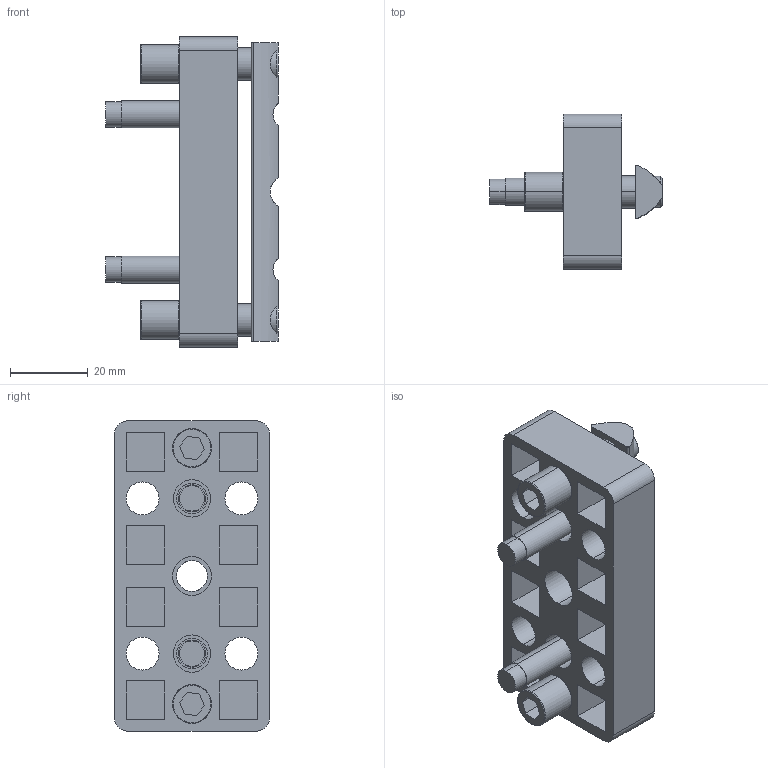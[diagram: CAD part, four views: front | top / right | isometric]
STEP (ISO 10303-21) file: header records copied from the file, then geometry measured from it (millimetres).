
FILE_DESCRIPTION (( 'STEP AP203' ), '1' );
FILE_NAME ('282652032_c_1.STEP', '2023-01-18T04:51:10', ( '' ), ( '' ), 'SwSTEP 2.0', 'SolidWorks 2014', '' );
FILE_SCHEMA (( 'CONFIG_CONTROL_DESIGN' ));
Length unit declared in the file: millimetre
Products named in the file (1): 282652032_c_1
Bounding box: 44.5 x 40 x 80 mm (x, y, z)
Volume: 37025.5 mm3; surface area: 23512.1 mm2
Topology: 1 solids, 1 shells, 228 faces, 594 edges, 393 vertices
Faces by surface type: plane 113, cylinder 79, bspline 28, cone 8
Entity records: 8202 total; most frequent: CARTESIAN_POINT 2488, ORIENTED_EDGE 1188, DIRECTION 1165, EDGE_CURVE 594, AXIS2_PLACEMENT_3D 424, VERTEX_POINT 393, LINE 317, VECTOR 317
